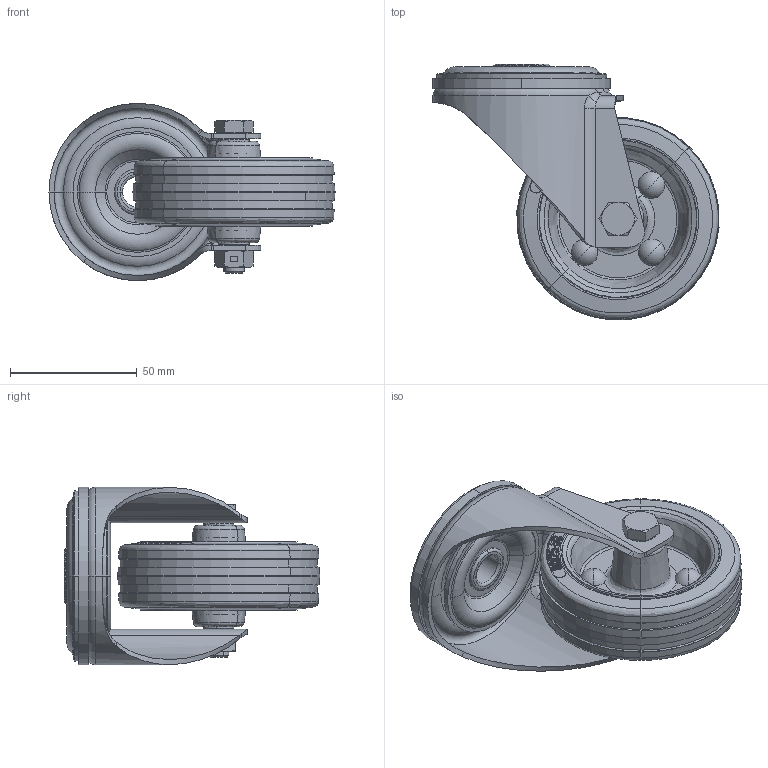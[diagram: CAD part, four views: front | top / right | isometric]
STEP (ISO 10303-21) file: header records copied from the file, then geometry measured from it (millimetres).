
FILE_DESCRIPTION (( 'STEP AP214' ), '1' );
FILE_NAME ('0056284.step', '2023-10-12T12:42:41', ( '' ), ( '' ), 'SwSTEP 2.0', 'SolidWorks 2020', '' );
FILE_SCHEMA (( 'AUTOMOTIVE_DESIGN' ));
Length unit declared in the file: millimetre
Products named in the file (1): 0056284
Bounding box: 112.86 x 100.86 x 70 mm (x, y, z)
Surface area: 67914.9 mm2 (no closed solid volume)
Topology: 0 solids, 30 shells, 446 faces, 1040 edges, 630 vertices
Faces by surface type: plane 109, cone 99, bspline 99, torus 78, cylinder 61
Entity records: 21708 total; most frequent: CARTESIAN_POINT 7181, DIRECTION 1943, ORIENTED_EDGE 1907, EDGE_CURVE 1024, AXIS2_PLACEMENT_3D 802, VERTEX_POINT 630, EDGE_LOOP 495, CIRCLE 454
